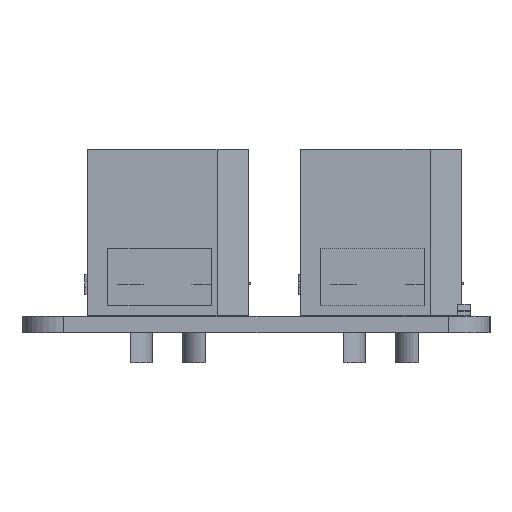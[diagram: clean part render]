
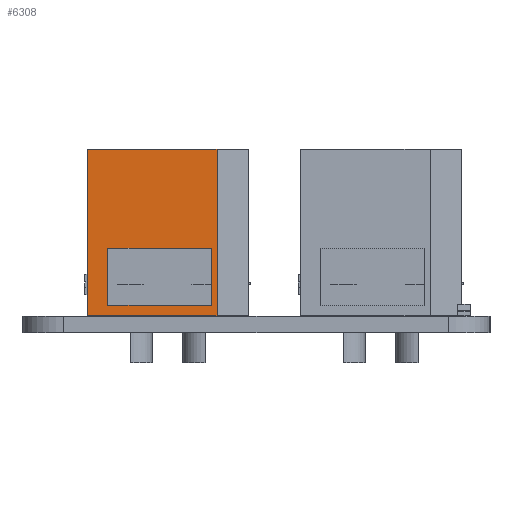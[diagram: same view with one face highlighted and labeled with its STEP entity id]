
A CAD part, left-side view. The second image highlights one B-rep face of the part: STEP entity #6308.
In plain terms, the highlighted face is planar.
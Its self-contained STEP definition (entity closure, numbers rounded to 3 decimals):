
#4941 = EDGE_CURVE('',#4942,#4944,#4946,.T.);
#4942 = VERTEX_POINT('',#4943);
#4943 = CARTESIAN_POINT('',(-0.65,4.05,1.));
#4944 = VERTEX_POINT('',#4945);
#4945 = CARTESIAN_POINT('',(9.35,4.05,1.));
#4946 = LINE('',#4947,#4948);
#4947 = CARTESIAN_POINT('',(5.35,4.05,1.));
#4948 = VECTOR('',#4949,1.);
#4949 = DIRECTION('',(1.,0.,0.));
#4981 = EDGE_CURVE('',#4982,#4942,#4984,.T.);
#4982 = VERTEX_POINT('',#4983);
#4983 = CARTESIAN_POINT('',(-0.65,4.05,6.5));
#4984 = LINE('',#4985,#4986);
#4985 = CARTESIAN_POINT('',(-0.65,4.05,3.25));
#4986 = VECTOR('',#4987,1.);
#4987 = DIRECTION('',(0.,0.,-1.));
#5012 = EDGE_CURVE('',#5013,#4982,#5015,.T.);
#5013 = VERTEX_POINT('',#5014);
#5014 = CARTESIAN_POINT('',(9.35,4.05,6.5));
#5015 = LINE('',#5016,#5017);
#5016 = CARTESIAN_POINT('',(10.35,4.05,6.5));
#5017 = VECTOR('',#5018,1.);
#5018 = DIRECTION('',(-1.,0.,0.));
#5043 = EDGE_CURVE('',#4944,#5013,#5044,.T.);
#5044 = LINE('',#5045,#5046);
#5045 = CARTESIAN_POINT('',(9.35,4.05,0.5));
#5046 = VECTOR('',#5047,1.);
#5047 = DIRECTION('',(0.,0.,1.));
#6282 = VERTEX_POINT('',#6283);
#6283 = CARTESIAN_POINT('',(-1.15,4.05,0.));
#6291 = VERTEX_POINT('',#6292);
#6292 = CARTESIAN_POINT('',(-1.15,4.05,16.));
#6298 = EDGE_CURVE('',#6282,#6291,#6299,.T.);
#6299 = LINE('',#6300,#6301);
#6300 = CARTESIAN_POINT('',(-1.15,4.05,0.));
#6301 = VECTOR('',#6302,1.);
#6302 = DIRECTION('',(0.,0.,1.));
#6308 = ADVANCED_FACE('',(#6309,#6334),#6340,.T.);
#6309 = FACE_BOUND('',#6310,.T.);
#6310 = EDGE_LOOP('',(#6311,#6319,#6320,#6328));
#6311 = ORIENTED_EDGE('',*,*,#6312,.T.);
#6312 = EDGE_CURVE('',#6313,#6282,#6315,.T.);
#6313 = VERTEX_POINT('',#6314);
#6314 = CARTESIAN_POINT('',(11.35,4.05,0.));
#6315 = LINE('',#6316,#6317);
#6316 = CARTESIAN_POINT('',(11.35,4.05,0.));
#6317 = VECTOR('',#6318,1.);
#6318 = DIRECTION('',(-1.,0.,0.));
#6319 = ORIENTED_EDGE('',*,*,#6298,.T.);
#6320 = ORIENTED_EDGE('',*,*,#6321,.F.);
#6321 = EDGE_CURVE('',#6322,#6291,#6324,.T.);
#6322 = VERTEX_POINT('',#6323);
#6323 = CARTESIAN_POINT('',(11.35,4.05,16.));
#6324 = LINE('',#6325,#6326);
#6325 = CARTESIAN_POINT('',(11.35,4.05,16.));
#6326 = VECTOR('',#6327,1.);
#6327 = DIRECTION('',(-1.,0.,0.));
#6328 = ORIENTED_EDGE('',*,*,#6329,.F.);
#6329 = EDGE_CURVE('',#6313,#6322,#6330,.T.);
#6330 = LINE('',#6331,#6332);
#6331 = CARTESIAN_POINT('',(11.35,4.05,0.));
#6332 = VECTOR('',#6333,1.);
#6333 = DIRECTION('',(0.,0.,1.));
#6334 = FACE_BOUND('',#6335,.T.);
#6335 = EDGE_LOOP('',(#6336,#6337,#6338,#6339));
#6336 = ORIENTED_EDGE('',*,*,#4941,.T.);
#6337 = ORIENTED_EDGE('',*,*,#5043,.T.);
#6338 = ORIENTED_EDGE('',*,*,#5012,.T.);
#6339 = ORIENTED_EDGE('',*,*,#4981,.T.);
#6340 = PLANE('',#6341);
#6341 = AXIS2_PLACEMENT_3D('',#6342,#6343,#6344);
#6342 = CARTESIAN_POINT('',(11.35,4.05,0.));
#6343 = DIRECTION('',(0.,1.,0.));
#6344 = DIRECTION('',(-1.,0.,0.));
